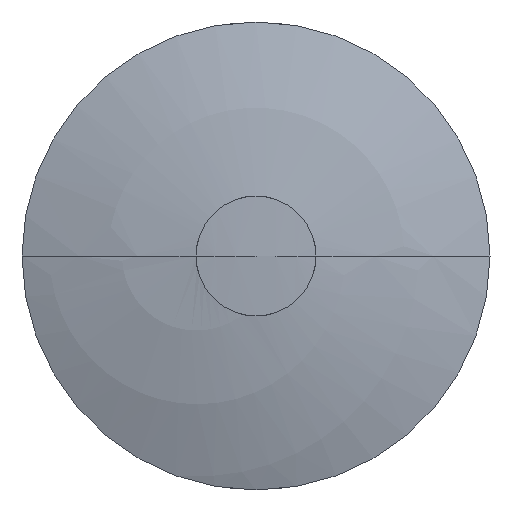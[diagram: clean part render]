
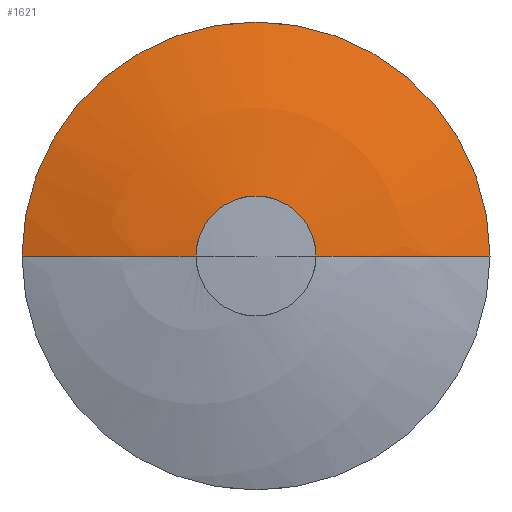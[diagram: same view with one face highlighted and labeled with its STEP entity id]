
A CAD part, front view. The second image highlights one B-rep face of the part: STEP entity #1621.
In plain terms, the highlighted spherical face has radius 290 mm.
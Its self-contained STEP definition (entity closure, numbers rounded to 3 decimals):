
#46=CARTESIAN_POINT('',(0.,273.025,0.));
#47=DIRECTION('',(0.,0.,-1.));
#48=DIRECTION('',(0.337,-0.941,0.));
#49=AXIS2_PLACEMENT_3D('',#46,#47,#48);
#55=CARTESIAN_POINT('',(0.,273.025,0.));
#56=DIRECTION('',(0.,0.,1.));
#57=DIRECTION('',(-0.337,-0.941,0.));
#58=AXIS2_PLACEMENT_3D('',#55,#56,#57);
#71=CARTESIAN_POINT('',(0.,0.,0.));
#72=DIRECTION('',(0.,-1.,0.));
#73=DIRECTION('',(1.,0.,0.));
#74=AXIS2_PLACEMENT_3D('',#71,#72,#73);
#1321=CARTESIAN_POINT('',(0.,-15.89,0.));
#1322=DIRECTION('',(0.,1.,0.));
#1323=DIRECTION('',(-1.,0.,0.));
#1324=AXIS2_PLACEMENT_3D('',#1321,#1322,#1323);
#1361=CARTESIAN_POINT('',(97.762,0.,
0.));
#1362=CARTESIAN_POINT('',(25.065,-15.89,0.));
#1363=VERTEX_POINT('',#1361);
#1364=VERTEX_POINT('',#1362);
#1365=CARTESIAN_POINT('',(-25.065,-15.89,0.));
#1366=VERTEX_POINT('',#1365);
#1367=CARTESIAN_POINT('',(-97.762,0.,0.));
#1368=VERTEX_POINT('',#1367);
#1606=CARTESIAN_POINT('',(0.,273.025,0.));
#1607=DIRECTION('',(0.,-1.,0.));
#1608=DIRECTION('',(-1.,0.,0.));
#1609=AXIS2_PLACEMENT_3D('',#1606,#1607,#1608);
#1610=SPHERICAL_SURFACE('',#1609,290.);
#1612=ORIENTED_EDGE('',*,*,#1611,.T.);
#1614=ORIENTED_EDGE('',*,*,#1613,.F.);
#1616=ORIENTED_EDGE('',*,*,#1615,.F.);
#1618=ORIENTED_EDGE('',*,*,#1617,.F.);
#1619=EDGE_LOOP('',(#1612,#1614,#1616,#1618));
#1620=FACE_OUTER_BOUND('',#1619,.F.);
#1621=ADVANCED_FACE('',(#1620),#1610,.T.);
#50=CIRCLE('',#49,290.);
#59=CIRCLE('',#58,290.);
#75=CIRCLE('',#74,97.762);
#1325=CIRCLE('',#1324,25.065);
#1611=EDGE_CURVE('',#1363,#1364,#50,.T.);
#1613=EDGE_CURVE('',#1366,#1364,#1325,.T.);
#1615=EDGE_CURVE('',#1368,#1366,#59,.T.);
#1617=EDGE_CURVE('',#1363,#1368,#75,.T.);
